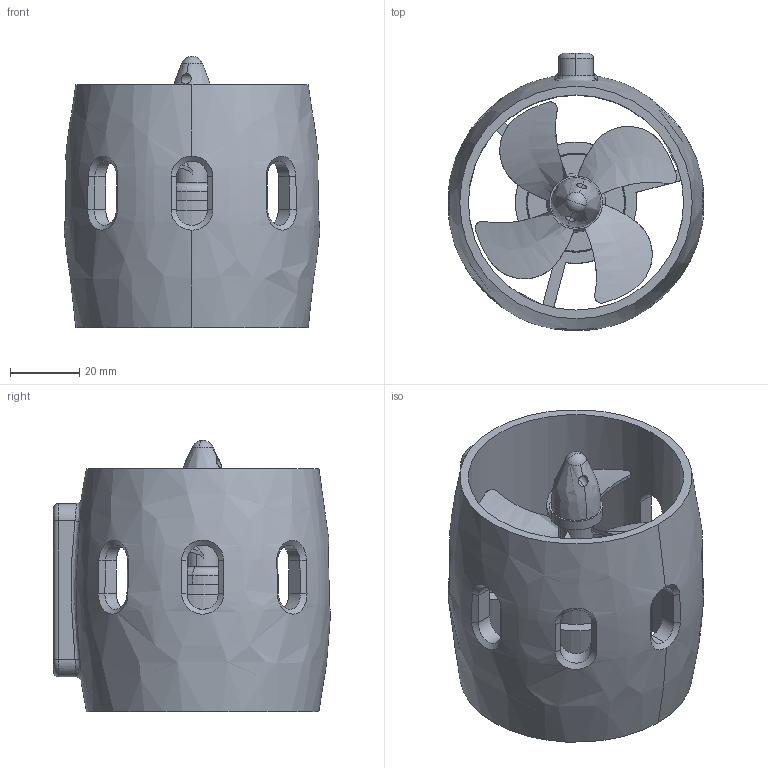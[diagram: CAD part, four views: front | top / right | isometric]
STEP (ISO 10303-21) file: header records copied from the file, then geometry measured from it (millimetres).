
FILE_DESCRIPTION (( 'STEP AP214' ), '1' );
FILE_NAME ('Underwater Thruster Brushless Motor 4 Blade Propeller.STEP', '2022-11-21T08:36:35', ( '' ), ( '' ), 'SwSTEP 2.0', 'SolidWorks 2019', '' );
FILE_SCHEMA (( 'AUTOMOTIVE_DESIGN' ));
Length unit declared in the file: millimetre
Products named in the file (4): Thruster Motor_Stator; Thruster Shell; Underwater Thruster Brushless Motor 4 Blade Propeller; Thruster Motor_Rotor
Assembly tree (3 placements, depth 2):
  Underwater Thruster Brushless Motor 4 Blade Propeller
    Thruster Shell
    Thruster Motor_Rotor
    Thruster Motor_Stator
Bounding box: 73.73 x 79.86 x 78.2 mm (x, y, z)
Volume: 107830.3 mm3; surface area: 52137.1 mm2
Topology: 8 solids, 8 shells, 217 faces, 544 edges, 344 vertices
Faces by surface type: cylinder 90, bspline 52, plane 52, torus 13, cone 8, sphere 2
Entity records: 14956 total; most frequent: CARTESIAN_POINT 9429, ORIENTED_EDGE 1088, DIRECTION 864, EDGE_CURVE 544, VERTEX_POINT 344, AXIS2_PLACEMENT_3D 338, EDGE_LOOP 260, FACE_OUTER_BOUND 217
